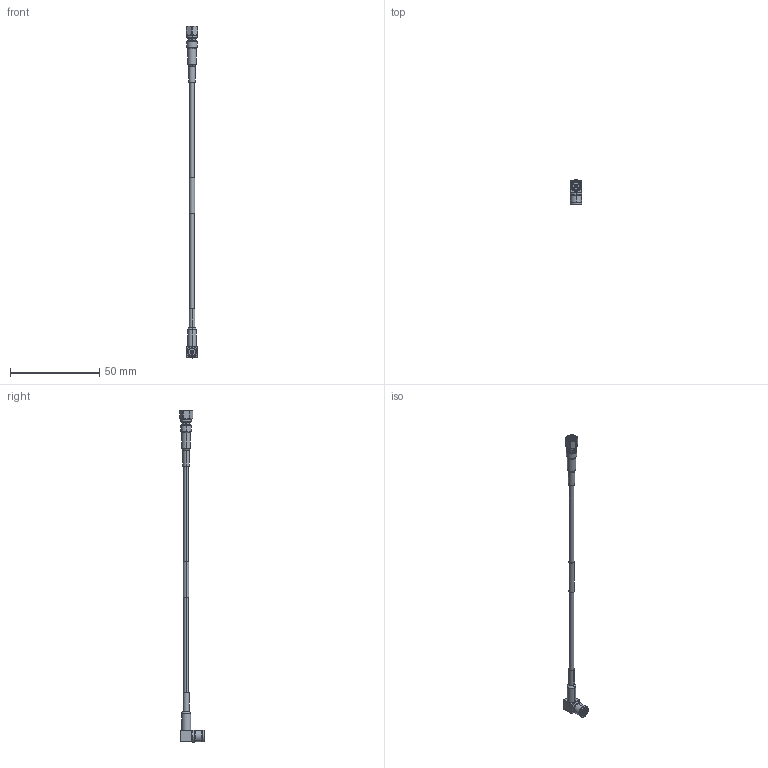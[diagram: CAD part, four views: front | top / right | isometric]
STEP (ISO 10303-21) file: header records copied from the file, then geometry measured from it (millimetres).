
FILE_DESCRIPTION (( 'STEP AP214' ), '1' );
FILE_NAME ('FMC1826316_3D.step', '2024-11-20T18:51:54', ( '' ), ( '' ), 'SwSTEP 2.0', 'SolidWorks 2022', '' );
FILE_SCHEMA (( 'AUTOMOTIVE_DESIGN' ));
Length unit declared in the file: inch
Products named in the file (4): SC8801_3D^FMC1826316; Coax Cable^FMC1826316_RG316; SC8846_3D^FMC1826316; FMC1826316_3D
Assembly tree (3 placements, depth 2):
  FMC1826316_3D
    Coax Cable^FMC1826316_RG316
    SC8801_3D^FMC1826316
    SC8846_3D^FMC1826316
Bounding box: 6.5 x 13.84 x 185.93 mm (x, y, z)
Volume: 1908.1 mm3; surface area: 2712.5 mm2
Topology: 5 solids, 5 shells, 246 faces, 602 edges, 387 vertices
Faces by surface type: plane 92, cylinder 86, cone 38, torus 18, bspline 12
Entity records: 9761 total; most frequent: CARTESIAN_POINT 3859, ORIENTED_EDGE 1204, DIRECTION 1196, EDGE_CURVE 602, AXIS2_PLACEMENT_3D 486, VERTEX_POINT 387, EDGE_LOOP 269, ADVANCED_FACE 246
